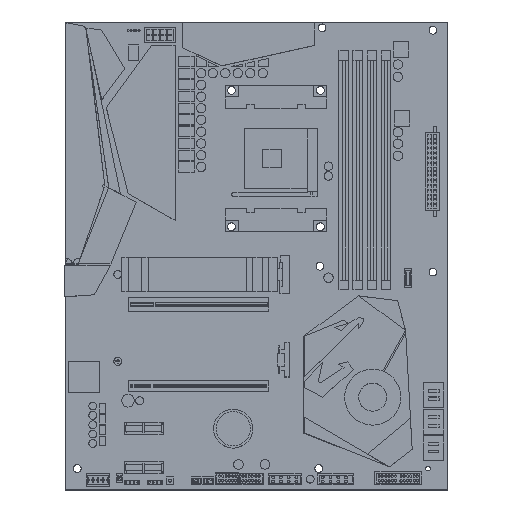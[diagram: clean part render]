
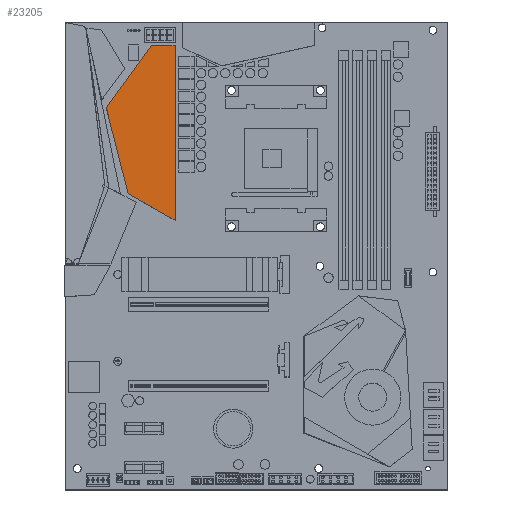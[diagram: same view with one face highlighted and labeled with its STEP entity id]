
A CAD part, top view. The second image highlights one B-rep face of the part: STEP entity #23205.
In plain terms, the highlighted planar face has unit normal (0, 0, 1).
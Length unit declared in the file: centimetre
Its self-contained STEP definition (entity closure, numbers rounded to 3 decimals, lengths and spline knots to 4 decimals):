
#441=PLANE('',#24717);
#1684=FACE_OUTER_BOUND('',#3245,.T.);
#3245=EDGE_LOOP('',(#17296,#17297,#17298,#17299,#17300));
#5487=LINE('',#34349,#8411);
#5490=LINE('',#34354,#8414);
#5492=LINE('',#34358,#8416);
#5494=LINE('',#34362,#8418);
#5495=LINE('',#34364,#8419);
#8411=VECTOR('',#27323,1.5056);
#8414=VECTOR('',#27328,4.9408);
#8416=VECTOR('',#27332,5.6755);
#8418=VECTOR('',#27336,3.4531);
#8419=VECTOR('',#27339,11.2);
#11709=VERTEX_POINT('',#34346);
#11710=VERTEX_POINT('',#34348);
#11711=VERTEX_POINT('',#34352);
#11712=VERTEX_POINT('',#34356);
#11713=VERTEX_POINT('',#34360);
#13941=EDGE_CURVE('',#11709,#11710,#5487,.T.);
#13944=EDGE_CURVE('',#11709,#11711,#5490,.T.);
#13946=EDGE_CURVE('',#11712,#11711,#5492,.T.);
#13948=EDGE_CURVE('',#11713,#11712,#5494,.T.);
#13949=EDGE_CURVE('',#11710,#11713,#5495,.T.);
#17296=ORIENTED_EDGE('',*,*,#13941,.F.);
#17297=ORIENTED_EDGE('',*,*,#13944,.T.);
#17298=ORIENTED_EDGE('',*,*,#13946,.F.);
#17299=ORIENTED_EDGE('',*,*,#13948,.F.);
#17300=ORIENTED_EDGE('',*,*,#13949,.F.);
#23205=ADVANCED_FACE('',(#1684),#441,.T.);
#24717=AXIS2_PLACEMENT_3D('',#34365,#27340,#27341);
#27323=DIRECTION('',(1.,0.,0.));
#27328=DIRECTION('',(-0.587,-0.81,0.));
#27332=DIRECTION('',(-0.247,0.969,0.));
#27336=DIRECTION('',(-0.87,0.492,0.));
#27339=DIRECTION('',(0.,-1.,0.));
#27340=DIRECTION('center_axis',(0.,0.,1.));
#27341=DIRECTION('ref_axis',(1.,0.,0.));
#34346=CARTESIAN_POINT('',(-9.5895,12.3245,3.5));
#34348=CARTESIAN_POINT('',(-8.0839,12.3245,3.5));
#34349=CARTESIAN_POINT('',(-9.5895,12.3245,3.5));
#34352=CARTESIAN_POINT('',(-12.4898,8.3245,3.5));
#34354=CARTESIAN_POINT('',(-9.5895,12.3245,3.5));
#34356=CARTESIAN_POINT('',(-11.0895,2.8245,3.5));
#34358=CARTESIAN_POINT('',(-11.0895,2.8245,3.5));
#34360=CARTESIAN_POINT('',(-8.0839,1.1245,3.5));
#34362=CARTESIAN_POINT('',(-8.0839,1.1245,3.5));
#34364=CARTESIAN_POINT('',(-8.0839,12.3245,3.5));
#34365=CARTESIAN_POINT('Origin',(0.,0.,3.5));
